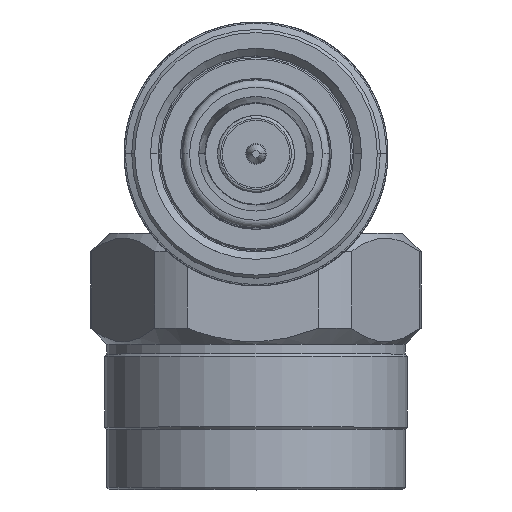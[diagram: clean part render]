
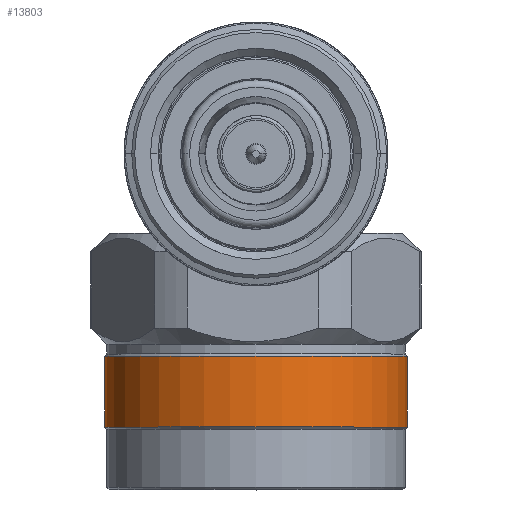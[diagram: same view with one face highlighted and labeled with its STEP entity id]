
A CAD part, top view. The second image highlights one B-rep face of the part: STEP entity #13803.
In plain terms, the highlighted cylindrical face has radius 10.05 mm (diameter 20.1 mm), a partial arc.
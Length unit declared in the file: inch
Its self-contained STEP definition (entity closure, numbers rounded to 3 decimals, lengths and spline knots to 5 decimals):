
#3774 = CARTESIAN_POINT ( 'NONE',  ( 0., -0.16339, -0.39567 ) ) ;
#5637 = ORIENTED_EDGE ( 'NONE', *, *, #16033, .F. ) ;
#8561 = LINE ( 'NONE', #25548, #22606 ) ;
#9291 = CARTESIAN_POINT ( 'NONE',  ( 0., -1.42023, 0. ) ) ;
#10737 = VECTOR ( 'NONE', #38059, 39.37008 ) ;
#13803 = ADVANCED_FACE ( 'NONE', ( #26559 ), #43537, .T. ) ;
#16033 = EDGE_CURVE ( 'NONE', #19452, #23092, #41972, .T. ) ;
#16587 = ORIENTED_EDGE ( 'NONE', *, *, #50490, .F. ) ;
#18995 = VERTEX_POINT ( 'NONE', #3774 ) ;
#19452 = VERTEX_POINT ( 'NONE', #52113 ) ;
#19901 = CARTESIAN_POINT ( 'NONE',  ( 0., -0.34843, 0.39567 ) ) ;
#21145 = DIRECTION ( 'NONE',  ( 0., 0., -1. ) ) ;
#22606 = VECTOR ( 'NONE', #24992, 39.37008 ) ;
#23092 = VERTEX_POINT ( 'NONE', #19901 ) ;
#23207 = DIRECTION ( 'NONE',  ( 0., -1., 0. ) ) ;
#23666 = AXIS2_PLACEMENT_3D ( 'NONE', #9291, #23207, #39933 ) ;
#24987 = CARTESIAN_POINT ( 'NONE',  ( 0., -1.42023, 0.39567 ) ) ;
#24992 = DIRECTION ( 'NONE',  ( 0., -1., 0. ) ) ;
#25353 = DIRECTION ( 'NONE',  ( 0., 1., 0. ) ) ;
#25548 = CARTESIAN_POINT ( 'NONE',  ( 0., -1.42023, -0.39567 ) ) ;
#26559 = FACE_OUTER_BOUND ( 'NONE', #29140, .T. ) ;
#29140 = EDGE_LOOP ( 'NONE', ( #5637, #16587, #52323, #37541 ) ) ;
#31443 = CIRCLE ( 'NONE', #47451, 0.39567 ) ;
#34484 = EDGE_CURVE ( 'NONE', #45247, #23092, #31443, .T. ) ;
#34752 = CARTESIAN_POINT ( 'NONE',  ( 0., -0.34843, 0. ) ) ;
#35212 = CARTESIAN_POINT ( 'NONE',  ( 0., -0.34843, -0.39567 ) ) ;
#37313 = CARTESIAN_POINT ( 'NONE',  ( 0., -0.16339, 0. ) ) ;
#37541 = ORIENTED_EDGE ( 'NONE', *, *, #34484, .T. ) ;
#38059 = DIRECTION ( 'NONE',  ( 0., -1., 0. ) ) ;
#39933 = DIRECTION ( 'NONE',  ( 0., 0., -1. ) ) ;
#41972 = LINE ( 'NONE', #24987, #10737 ) ;
#43537 = CYLINDRICAL_SURFACE ( 'NONE', #23666, 0.39567 ) ;
#45247 = VERTEX_POINT ( 'NONE', #35212 ) ;
#47451 = AXIS2_PLACEMENT_3D ( 'NONE', #34752, #51769, #47562 ) ;
#47562 = DIRECTION ( 'NONE',  ( 0., 0., -1. ) ) ;
#50490 = EDGE_CURVE ( 'NONE', #18995, #19452, #51882, .T. ) ;
#51769 = DIRECTION ( 'NONE',  ( 0., 1., 0. ) ) ;
#51882 = CIRCLE ( 'NONE', #54546, 0.39567 ) ;
#52113 = CARTESIAN_POINT ( 'NONE',  ( 0., -0.16339, 0.39567 ) ) ;
#52323 = ORIENTED_EDGE ( 'NONE', *, *, #53130, .T. ) ;
#53130 = EDGE_CURVE ( 'NONE', #18995, #45247, #8561, .T. ) ;
#54546 = AXIS2_PLACEMENT_3D ( 'NONE', #37313, #25353, #21145 ) ;
